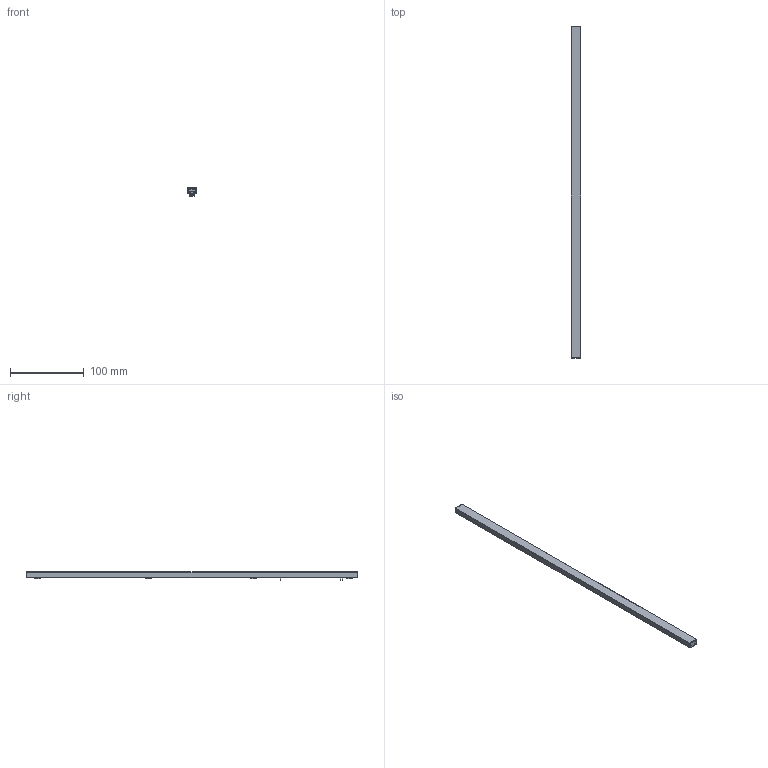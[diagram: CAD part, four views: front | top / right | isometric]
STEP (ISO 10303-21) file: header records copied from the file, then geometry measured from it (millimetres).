
FILE_DESCRIPTION(/* description */ ('This is a sample STEP configuration'),/* implementation_level */ '2;1');
FILE_NAME(/* name */ '708-003061xxxxxx SIMPLE.ipt_Rev_00.1.stp',/* time_stamp */ '2023-04-04T11:57:10+02:00',/* author */ ('powerJobs'),/* organization */ ('coolOrange'),/* preprocessor_version */ 'ST-DEVELOPER v19.2',/* originating_system */ 'Autodesk Inventor 2023',/* authorisation */ '');
FILE_SCHEMA (('AUTOMOTIVE_DESIGN { 1 0 10303 214 3 1 1 }'));
Length unit declared in the file: millimetre
Products named in the file (1): ENG000026408
Bounding box: 13.2 x 449.55 x 10.89 mm (x, y, z)
Volume: 22568.4 mm3; surface area: 35909.3 mm2
Topology: 5 solids, 5 shells, 1003 faces, 2762 edges, 1736 vertices
Faces by surface type: plane 468, cylinder 411, sphere 52, bspline 48, torus 16, cone 8
Full cylindrical faces by diameter (mm): 0.35 x43, 1.062 x4, 1.499 x4, 1.549 x4, 1.7 x1, 1.829 x4
Entity records: 34593 total; most frequent: CARTESIAN_POINT 8770, ORIENTED_EDGE 5476, DIRECTION 5308, EDGE_CURVE 2738, AXIS2_PLACEMENT_3D 1790, VERTEX_POINT 1736, LINE 1728, VECTOR 1728
